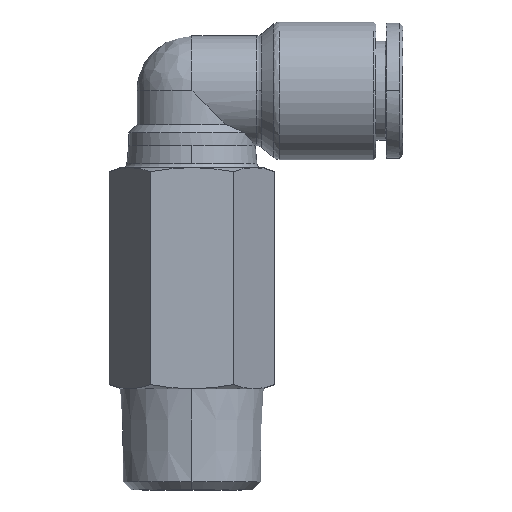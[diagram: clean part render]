
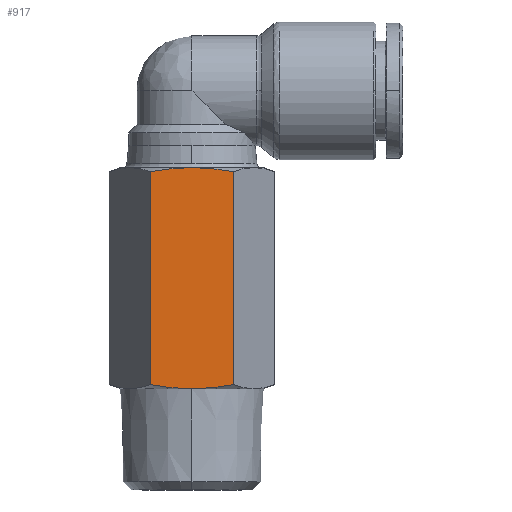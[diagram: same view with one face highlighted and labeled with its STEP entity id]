
A CAD part, front view. The second image highlights one B-rep face of the part: STEP entity #917.
In plain terms, the highlighted planar face has unit normal (0, -1, 0).
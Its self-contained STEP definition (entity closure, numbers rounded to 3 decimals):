
#99 = CARTESIAN_POINT ( 'NONE',  ( -10.88, -8.5, -35.255 ) ) ;
#605 = CARTESIAN_POINT ( 'NONE',  ( -9.233, -8.5, -35.3 ) ) ;
#732 = CARTESIAN_POINT ( 'NONE',  ( -9.233, -8.5, -9.1 ) ) ;
#847 = CARTESIAN_POINT ( 'NONE',  ( -10.059, -8.5, -9.1 ) ) ;
#917 = ADVANCED_FACE ( 'NONE', ( #12681 ), #5177, .T. ) ;
#976 = CARTESIAN_POINT ( 'NONE',  ( -4.326, -8.5, -34.821 ) ) ;
#1174 = CARTESIAN_POINT ( 'NONE',  ( -13.329, -8.5, -34.969 ) ) ;
#1343 = CARTESIAN_POINT ( 'NONE',  ( -14.141, -8.5, -35.3 ) ) ;
#1407 = EDGE_LOOP ( 'NONE', ( #10878, #14436, #7189, #7301, #6645, #6031 ) ) ;
#1478 = CARTESIAN_POINT ( 'NONE',  ( -4.326, -8.5, -35.3 ) ) ;
#1973 = VERTEX_POINT ( 'NONE', #12134 ) ;
#2003 = EDGE_CURVE ( 'NONE', #14365, #8349, #13805, .T. ) ;
#2069 = CARTESIAN_POINT ( 'NONE',  ( -13.329, -8.5, -9.431 ) ) ;
#2566 = CARTESIAN_POINT ( 'NONE',  ( -14.141, -8.5, -34.821 ) ) ;
#2842 = CARTESIAN_POINT ( 'NONE',  ( -7.586, -8.5, -9.145 ) ) ;
#2968 = B_SPLINE_CURVE_WITH_KNOTS ( 'NONE', 3,
 ( #732, #847, #12000, #9450, #2069, #14510 ),
 .UNSPECIFIED., .F., .F.,
 ( 4, 2, 4 ),
 ( 0., 0.002, 0.005 ),
 .UNSPECIFIED. ) ;
#3402 = CARTESIAN_POINT ( 'NONE',  ( -5.951, -8.5, -35.09 ) ) ;
#3661 = VECTOR ( 'NONE', #9887, 1000. ) ;
#4095 = DIRECTION ( 'NONE',  ( 0., -1., 0. ) ) ;
#4650 = CARTESIAN_POINT ( 'NONE',  ( -7.586, -8.5, -35.255 ) ) ;
#4704 = CARTESIAN_POINT ( 'NONE',  ( -8.408, -8.5, -35.3 ) ) ;
#5022 = CARTESIAN_POINT ( 'NONE',  ( -9.233, -8.5, -35.3 ) ) ;
#5177 = PLANE ( 'NONE',  #7030 ) ;
#5429 = VERTEX_POINT ( 'NONE', #5467 ) ;
#5467 = CARTESIAN_POINT ( 'NONE',  ( -14.141, -8.5, -34.821 ) ) ;
#5692 = VERTEX_POINT ( 'NONE', #7409 ) ;
#5854 = EDGE_CURVE ( 'NONE', #7521, #1973, #10316, .T. ) ;
#6031 = ORIENTED_EDGE ( 'NONE', *, *, #11364, .T. ) ;
#6451 = CARTESIAN_POINT ( 'NONE',  ( -8.408, -8.5, -9.1 ) ) ;
#6500 = CARTESIAN_POINT ( 'NONE',  ( -9.233, -8.5, -9.1 ) ) ;
#6645 = ORIENTED_EDGE ( 'NONE', *, *, #5854, .T. ) ;
#7028 = CARTESIAN_POINT ( 'NONE',  ( -4.326, -8.5, -35.3 ) ) ;
#7030 = AXIS2_PLACEMENT_3D ( 'NONE', #1478, #4095, #13964 ) ;
#7133 = CARTESIAN_POINT ( 'NONE',  ( -4.326, -8.5, -9.579 ) ) ;
#7189 = ORIENTED_EDGE ( 'NONE', *, *, #2003, .F. ) ;
#7301 = ORIENTED_EDGE ( 'NONE', *, *, #9939, .T. ) ;
#7409 = CARTESIAN_POINT ( 'NONE',  ( -14.141, -8.5, -9.579 ) ) ;
#7521 = VERTEX_POINT ( 'NONE', #7133 ) ;
#7887 = LINE ( 'NONE', #1343, #9388 ) ;
#8227 = B_SPLINE_CURVE_WITH_KNOTS ( 'NONE', 3,
 ( #5022, #13559, #99, #8734, #1174, #2566 ),
 .UNSPECIFIED., .F., .F.,
 ( 4, 2, 4 ),
 ( 0., 0.002, 0.005 ),
 .UNSPECIFIED. ) ;
#8349 = VERTEX_POINT ( 'NONE', #605 ) ;
#8734 = CARTESIAN_POINT ( 'NONE',  ( -12.515, -8.5, -35.09 ) ) ;
#8959 = CARTESIAN_POINT ( 'NONE',  ( -5.951, -8.5, -9.31 ) ) ;
#9388 = VECTOR ( 'NONE', #9979, 1000. ) ;
#9450 = CARTESIAN_POINT ( 'NONE',  ( -12.515, -8.5, -9.31 ) ) ;
#9874 = CARTESIAN_POINT ( 'NONE',  ( -4.326, -8.5, -34.821 ) ) ;
#9887 = DIRECTION ( 'NONE',  ( 0., 0., 1. ) ) ;
#9939 = EDGE_CURVE ( 'NONE', #14365, #7521, #11770, .T. ) ;
#9979 = DIRECTION ( 'NONE',  ( 0., 0., 1. ) ) ;
#10046 = CARTESIAN_POINT ( 'NONE',  ( -4.326, -8.5, -9.579 ) ) ;
#10316 = B_SPLINE_CURVE_WITH_KNOTS ( 'NONE', 3,
 ( #10046, #11389, #8959, #2842, #6451, #6500 ),
 .UNSPECIFIED., .F., .F.,
 ( 4, 2, 4 ),
 ( 0., 0.002, 0.005 ),
 .UNSPECIFIED. ) ;
#10645 = EDGE_CURVE ( 'NONE', #5429, #5692, #7887, .T. ) ;
#10878 = ORIENTED_EDGE ( 'NONE', *, *, #10645, .F. ) ;
#11364 = EDGE_CURVE ( 'NONE', #1973, #5692, #2968, .T. ) ;
#11389 = CARTESIAN_POINT ( 'NONE',  ( -5.137, -8.5, -9.431 ) ) ;
#11770 = LINE ( 'NONE', #7028, #3661 ) ;
#11972 = CARTESIAN_POINT ( 'NONE',  ( -5.137, -8.5, -34.969 ) ) ;
#12000 = CARTESIAN_POINT ( 'NONE',  ( -10.88, -8.5, -9.145 ) ) ;
#12134 = CARTESIAN_POINT ( 'NONE',  ( -9.233, -8.5, -9.1 ) ) ;
#12681 = FACE_OUTER_BOUND ( 'NONE', #1407, .T. ) ;
#13559 = CARTESIAN_POINT ( 'NONE',  ( -10.059, -8.5, -35.3 ) ) ;
#13805 = B_SPLINE_CURVE_WITH_KNOTS ( 'NONE', 3,
 ( #976, #11972, #3402, #4650, #4704, #14743 ),
 .UNSPECIFIED., .F., .F.,
 ( 4, 2, 4 ),
 ( 0., 0.002, 0.005 ),
 .UNSPECIFIED. ) ;
#13964 = DIRECTION ( 'NONE',  ( 0., 0., -1. ) ) ;
#14365 = VERTEX_POINT ( 'NONE', #9874 ) ;
#14436 = ORIENTED_EDGE ( 'NONE', *, *, #15797, .F. ) ;
#14510 = CARTESIAN_POINT ( 'NONE',  ( -14.141, -8.5, -9.579 ) ) ;
#14743 = CARTESIAN_POINT ( 'NONE',  ( -9.233, -8.5, -35.3 ) ) ;
#15797 = EDGE_CURVE ( 'NONE', #8349, #5429, #8227, .T. ) ;
